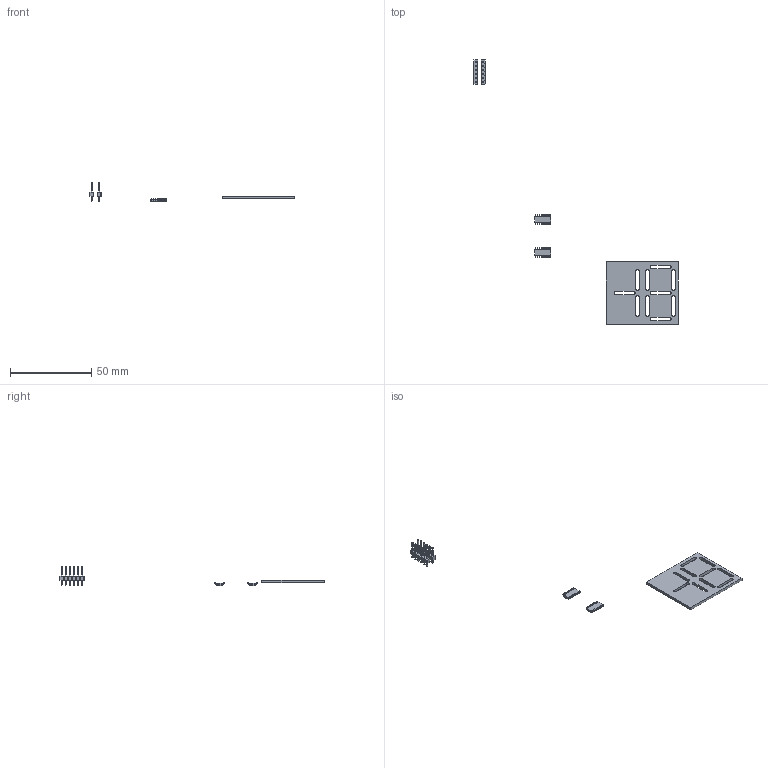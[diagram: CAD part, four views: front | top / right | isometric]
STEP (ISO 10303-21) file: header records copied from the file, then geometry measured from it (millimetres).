
FILE_DESCRIPTION(('KiCad electronic assembly'),'2;1');
FILE_NAME('NumericDisplays_2.step','2024-05-03T23:17:01',('Pcbnew'),( 'Kicad'),'Open CASCADE STEP processor 7.7','KiCad to STEP converter' ,'Unknown');
FILE_SCHEMA(('AUTOMOTIVE_DESIGN { 1 0 10303 214 1 1 1 1 }'));
Length unit declared in the file: millimetre
Products named in the file (6): NumericDisplays_2 1; PinHeader_1x06_P2.54mm_Vertical; PinHeader_1x06_P254mm_Vertical; SOIC-16_3.9x9.9mm_P1.27mm; SOIC_16_39x99mm_P127mm; _autosave-NumericDisplays_PCB
Assembly tree (7 placements, depth 3):
  NumericDisplays_2 1
    PinHeader_1x06_P2.54mm_Vertical  x2
      PinHeader_1x06_P254mm_Vertical
    SOIC-16_3.9x9.9mm_P1.27mm  x2
      SOIC_16_39x99mm_P127mm
    _autosave-NumericDisplays_PCB
Bounding box: 126.27 x 163.25 x 11.99 mm (x, y, z)
Volume: 2688.1 mm3; surface area: 4537.1 mm2
Topology: 5 solids, 5 shells, 894 faces, 2302 edges, 1444 vertices
Faces by surface type: plane 664, cylinder 150, bspline 80
Full cylindrical faces by diameter (mm): 0.6 x2
Entity records: 17127 total; most frequent: CARTESIAN_POINT 2613, ORIENTED_EDGE 2434, DIRECTION 2231, EDGE_CURVE 1217, LINE 1015, VECTOR 1015, VERTEX_POINT 766, AXIS2_PLACEMENT_3D 608
